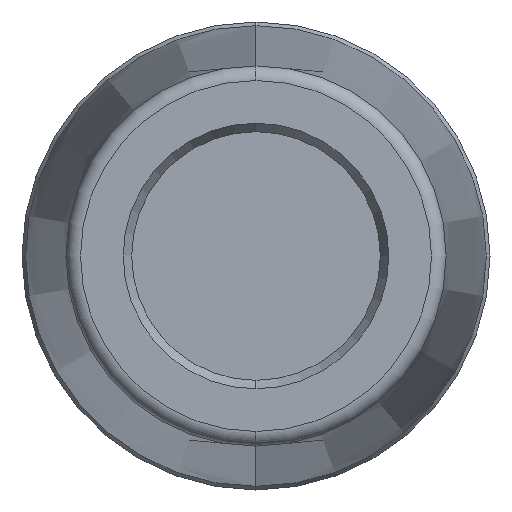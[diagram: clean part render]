
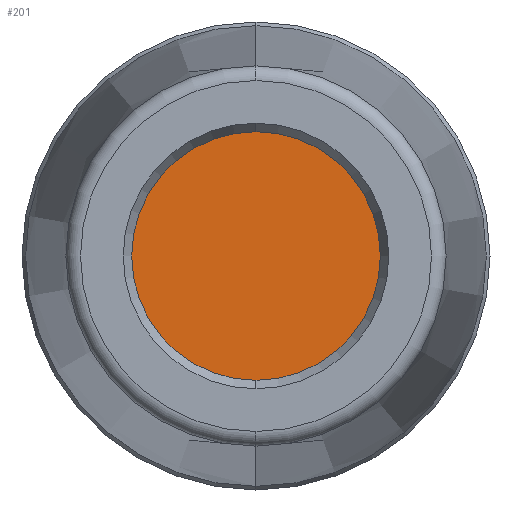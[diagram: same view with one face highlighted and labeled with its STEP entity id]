
A CAD part, left-side view. The second image highlights one B-rep face of the part: STEP entity #201.
In plain terms, the highlighted planar face has unit normal (-1, 0, 0).
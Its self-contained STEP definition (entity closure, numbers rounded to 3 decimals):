
#80 = CARTESIAN_POINT ( 'NONE',  ( 10., 0., 0. ) ) ;
#127 = CARTESIAN_POINT ( 'NONE',  ( 10., 0., 0. ) ) ;
#154 = EDGE_CURVE ( 'NONE', #394, #450, #313, .T. ) ;
#156 = DIRECTION ( 'NONE',  ( 0., 0., 1. ) ) ;
#160 = DIRECTION ( 'NONE',  ( -1., 0., 0. ) ) ;
#170 = AXIS2_PLACEMENT_3D ( 'NONE', #127, #203, #507 ) ;
#171 = DIRECTION ( 'NONE',  ( 0., 0., -1. ) ) ;
#188 = EDGE_LOOP ( 'NONE', ( #236, #301 ) ) ;
#201 = ADVANCED_FACE ( 'NONE', ( #243 ), #293, .F. ) ;
#203 = DIRECTION ( 'NONE',  ( -1., 0., 0. ) ) ;
#216 = CARTESIAN_POINT ( 'NONE',  ( 10., 4.25, 0. ) ) ;
#217 = CIRCLE ( 'NONE', #314, 4.25 ) ;
#236 = ORIENTED_EDGE ( 'NONE', *, *, #154, .T. ) ;
#243 = FACE_OUTER_BOUND ( 'NONE', #188, .T. ) ;
#251 = CARTESIAN_POINT ( 'NONE',  ( 10., 0., 4.25 ) ) ;
#256 = DIRECTION ( 'NONE',  ( 1., 0., 0. ) ) ;
#264 = EDGE_CURVE ( 'NONE', #450, #394, #217, .T. ) ;
#293 = PLANE ( 'NONE',  #397 ) ;
#301 = ORIENTED_EDGE ( 'NONE', *, *, #264, .T. ) ;
#313 = CIRCLE ( 'NONE', #170, 4.25 ) ;
#314 = AXIS2_PLACEMENT_3D ( 'NONE', #80, #160, #156 ) ;
#394 = VERTEX_POINT ( 'NONE', #251 ) ;
#397 = AXIS2_PLACEMENT_3D ( 'NONE', #216, #256, #171 ) ;
#450 = VERTEX_POINT ( 'NONE', #508 ) ;
#507 = DIRECTION ( 'NONE',  ( 0., 0., 1. ) ) ;
#508 = CARTESIAN_POINT ( 'NONE',  ( 10., 0., -4.25 ) ) ;
